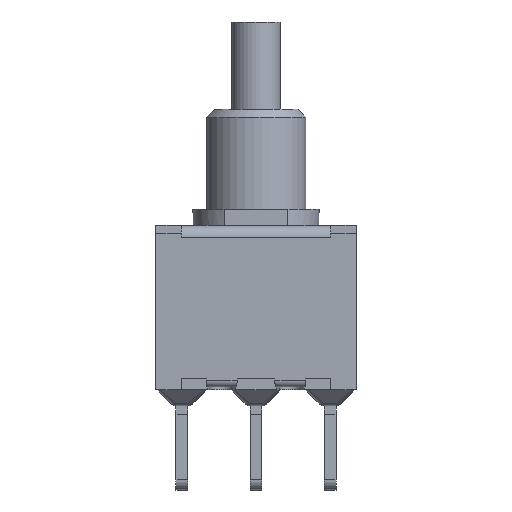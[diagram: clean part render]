
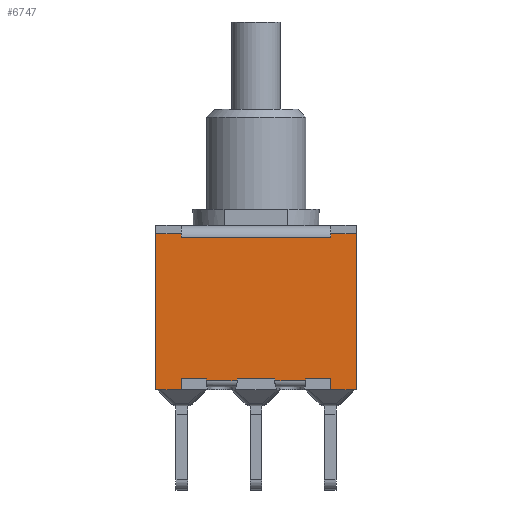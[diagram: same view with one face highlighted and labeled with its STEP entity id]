
A CAD part, front view. The second image highlights one B-rep face of the part: STEP entity #6747.
In plain terms, the highlighted planar face has unit normal (0, -1, 0).
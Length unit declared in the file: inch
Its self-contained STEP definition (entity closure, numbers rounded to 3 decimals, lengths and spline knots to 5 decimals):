
#1827=CARTESIAN_POINT('',(0.25,-0.13504,0.0));
#1828=VERTEX_POINT('',#1827);
#1835=CARTESIAN_POINT('',(0.18701,-0.13504,0.0));
#1836=VERTEX_POINT('',#1835);
#1837=CARTESIAN_POINT('',(0.25,-0.13504,0.0));
#1838=DIRECTION('',(-1.0,0.0,0.0));
#1839=VECTOR('',#1838,0.06299);
#1840=LINE('',#1837,#1839);
#1841=EDGE_CURVE('',#1828,#1836,#1840,.T.);
#2011=CARTESIAN_POINT('',(-0.18701,-0.13504,0.0));
#2012=VERTEX_POINT('',#2011);
#2019=CARTESIAN_POINT('',(-0.25,-0.13504,0.0));
#2020=VERTEX_POINT('',#2019);
#2021=CARTESIAN_POINT('',(-0.18701,-0.13504,0.0));
#2022=DIRECTION('',(-1.0,0.0,0.0));
#2023=VECTOR('',#2022,0.06299);
#2024=LINE('',#2021,#2023);
#2025=EDGE_CURVE('',#2012,#2020,#2024,.T.);
#3450=CARTESIAN_POINT('',(-0.04702,-0.13504,0.02756));
#3451=VERTEX_POINT('',#3450);
#3458=CARTESIAN_POINT('',(-0.04702,-0.13504,0.02323));
#3459=VERTEX_POINT('',#3458);
#3460=CARTESIAN_POINT('',(-0.04702,-0.13504,0.02323));
#3461=DIRECTION('',(0.0,0.0,1.0));
#3462=VECTOR('',#3461,0.00433);
#3463=LINE('',#3460,#3462);
#3464=EDGE_CURVE('',#3459,#3451,#3463,.T.);
#3507=CARTESIAN_POINT('',(0.04702,-0.13504,0.02323));
#3508=VERTEX_POINT('',#3507);
#3516=CARTESIAN_POINT('',(0.04702,-0.13504,0.02756));
#3517=VERTEX_POINT('',#3516);
#3518=CARTESIAN_POINT('',(0.04702,-0.13504,0.02756));
#3519=DIRECTION('',(0.0,0.0,-1.0));
#3520=VECTOR('',#3519,0.00433);
#3521=LINE('',#3518,#3520);
#3522=EDGE_CURVE('',#3517,#3508,#3521,.T.);
#5571=CARTESIAN_POINT('',(-0.12424,-0.13504,0.02323));
#5572=VERTEX_POINT('',#5571);
#5589=CARTESIAN_POINT('',(-0.04702,-0.13504,0.02323));
#5590=DIRECTION('',(-1.0,0.0,0.0));
#5591=VECTOR('',#5590,0.07721);
#5592=LINE('',#5589,#5591);
#5593=EDGE_CURVE('',#3459,#5572,#5592,.T.);
#5654=CARTESIAN_POINT('',(-0.12424,-0.13504,0.02756));
#5655=VERTEX_POINT('',#5654);
#5656=CARTESIAN_POINT('',(-0.12424,-0.13504,0.02756));
#5657=DIRECTION('',(0.0,0.0,-1.0));
#5658=VECTOR('',#5657,0.00433);
#5659=LINE('',#5656,#5658);
#5660=EDGE_CURVE('',#5655,#5572,#5659,.T.);
#5783=CARTESIAN_POINT('',(0.12424,-0.13504,0.02323));
#5784=VERTEX_POINT('',#5783);
#5792=CARTESIAN_POINT('',(0.12424,-0.13504,0.02323));
#5793=DIRECTION('',(-1.0,0.0,0.0));
#5794=VECTOR('',#5793,0.07721);
#5795=LINE('',#5792,#5794);
#5796=EDGE_CURVE('',#5784,#3508,#5795,.T.);
#5864=CARTESIAN_POINT('',(0.18701,-0.13504,0.02756));
#5865=VERTEX_POINT('',#5864);
#5872=CARTESIAN_POINT('',(0.12424,-0.13504,0.02756));
#5873=VERTEX_POINT('',#5872);
#5874=CARTESIAN_POINT('',(0.12424,-0.13504,0.02756));
#5875=DIRECTION('',(1.0,0.0,0.0));
#5876=VECTOR('',#5875,0.06277);
#5877=LINE('',#5874,#5876);
#5878=EDGE_CURVE('',#5873,#5865,#5877,.T.);
#5903=CARTESIAN_POINT('',(-0.18701,-0.13504,0.02756));
#5904=VERTEX_POINT('',#5903);
#5905=CARTESIAN_POINT('',(-0.18701,-0.13504,0.02756));
#5906=DIRECTION('',(1.0,0.0,0.0));
#5907=VECTOR('',#5906,0.06277);
#5908=LINE('',#5905,#5907);
#5909=EDGE_CURVE('',#5904,#5655,#5908,.T.);
#5932=CARTESIAN_POINT('',(-0.04702,-0.13504,0.02756));
#5933=DIRECTION('',(1.0,0.0,0.0));
#5934=VECTOR('',#5933,0.09405);
#5935=LINE('',#5932,#5934);
#5936=EDGE_CURVE('',#3451,#3517,#5935,.T.);
#6038=CARTESIAN_POINT('',(0.12424,-0.13504,0.02323));
#6039=DIRECTION('',(0.0,0.0,1.0));
#6040=VECTOR('',#6039,0.00433);
#6041=LINE('',#6038,#6040);
#6042=EDGE_CURVE('',#5784,#5873,#6041,.T.);
#6066=CARTESIAN_POINT('',(0.18701,-0.13504,0.38071));
#6067=VERTEX_POINT('',#6066);
#6080=CARTESIAN_POINT('',(-0.18701,-0.13504,0.38071));
#6081=VERTEX_POINT('',#6080);
#6089=CARTESIAN_POINT('',(-0.18701,-0.13504,0.38071));
#6090=DIRECTION('',(1.0,0.0,0.0));
#6091=VECTOR('',#6090,0.37402);
#6092=LINE('',#6089,#6091);
#6093=EDGE_CURVE('',#6081,#6067,#6092,.T.);
#6328=CARTESIAN_POINT('',(0.18701,-0.13504,0.39055));
#6329=VERTEX_POINT('',#6328);
#6336=CARTESIAN_POINT('',(0.25,-0.13504,0.39055));
#6337=VERTEX_POINT('',#6336);
#6338=CARTESIAN_POINT('',(0.25,-0.13504,0.39055));
#6339=DIRECTION('',(-1.0,0.0,0.0));
#6340=VECTOR('',#6339,0.06299);
#6341=LINE('',#6338,#6340);
#6342=EDGE_CURVE('',#6337,#6329,#6341,.T.);
#6384=CARTESIAN_POINT('',(-0.25,-0.13504,0.39055));
#6385=VERTEX_POINT('',#6384);
#6392=CARTESIAN_POINT('',(-0.18701,-0.13504,0.39055));
#6393=VERTEX_POINT('',#6392);
#6394=CARTESIAN_POINT('',(-0.18701,-0.13504,0.39055));
#6395=DIRECTION('',(-1.0,0.0,0.0));
#6396=VECTOR('',#6395,0.06299);
#6397=LINE('',#6394,#6396);
#6398=EDGE_CURVE('',#6393,#6385,#6397,.T.);
#6438=CARTESIAN_POINT('',(-0.18701,-0.13504,0.0));
#6439=DIRECTION('',(0.0,0.0,1.0));
#6440=VECTOR('',#6439,0.02756);
#6441=LINE('',#6438,#6440);
#6442=EDGE_CURVE('',#2012,#5904,#6441,.T.);
#6467=CARTESIAN_POINT('',(0.18701,-0.13504,0.0));
#6468=DIRECTION('',(0.0,0.0,1.0));
#6469=VECTOR('',#6468,0.02756);
#6470=LINE('',#6467,#6469);
#6471=EDGE_CURVE('',#1836,#5865,#6470,.T.);
#6482=CARTESIAN_POINT('',(0.18701,-0.13504,0.38071));
#6483=DIRECTION('',(0.0,0.0,1.0));
#6484=VECTOR('',#6483,0.00984);
#6485=LINE('',#6482,#6484);
#6486=EDGE_CURVE('',#6067,#6329,#6485,.T.);
#6701=CARTESIAN_POINT('',(-0.18701,-0.13504,0.38071));
#6702=DIRECTION('',(0.0,0.0,1.0));
#6703=VECTOR('',#6702,0.00984);
#6704=LINE('',#6701,#6703);
#6705=EDGE_CURVE('',#6081,#6393,#6704,.T.);
#6710=CARTESIAN_POINT('',(0.275,-0.13504,-0.01953));
#6711=DIRECTION('',(0.0,-1.0,0.0));
#6712=DIRECTION('',(0.0,0.0,-1.0));
#6713=AXIS2_PLACEMENT_3D('',#6710,#6711,#6712);
#6714=PLANE('',#6713);
#6715=ORIENTED_EDGE('',*,*,#6398,.T.);
#6716=CARTESIAN_POINT('',(-0.25,-0.13504,0.0));
#6717=DIRECTION('',(0.0,0.0,1.0));
#6718=VECTOR('',#6717,0.39055);
#6719=LINE('',#6716,#6718);
#6720=EDGE_CURVE('',#2020,#6385,#6719,.T.);
#6721=ORIENTED_EDGE('',*,*,#6720,.F.);
#6722=ORIENTED_EDGE('',*,*,#2025,.F.);
#6723=ORIENTED_EDGE('',*,*,#6442,.T.);
#6724=ORIENTED_EDGE('',*,*,#5909,.T.);
#6725=ORIENTED_EDGE('',*,*,#5660,.T.);
#6726=ORIENTED_EDGE('',*,*,#5593,.F.);
#6727=ORIENTED_EDGE('',*,*,#3464,.T.);
#6728=ORIENTED_EDGE('',*,*,#5936,.T.);
#6729=ORIENTED_EDGE('',*,*,#3522,.T.);
#6730=ORIENTED_EDGE('',*,*,#5796,.F.);
#6731=ORIENTED_EDGE('',*,*,#6042,.T.);
#6732=ORIENTED_EDGE('',*,*,#5878,.T.);
#6733=ORIENTED_EDGE('',*,*,#6471,.F.);
#6734=ORIENTED_EDGE('',*,*,#1841,.F.);
#6735=CARTESIAN_POINT('',(0.25,-0.13504,0.0));
#6736=DIRECTION('',(0.0,0.0,1.0));
#6737=VECTOR('',#6736,0.39055);
#6738=LINE('',#6735,#6737);
#6739=EDGE_CURVE('',#1828,#6337,#6738,.T.);
#6740=ORIENTED_EDGE('',*,*,#6739,.T.);
#6741=ORIENTED_EDGE('',*,*,#6342,.T.);
#6742=ORIENTED_EDGE('',*,*,#6486,.F.);
#6743=ORIENTED_EDGE('',*,*,#6093,.F.);
#6744=ORIENTED_EDGE('',*,*,#6705,.T.);
#6745=EDGE_LOOP('',(#6715,#6721,#6722,#6723,#6724,#6725,#6726,#6727,#6728,#6729,#6730,#6731,#6732,#6733,#6734,#6740,#6741,#6742,#6743,#6744));
#6746=FACE_OUTER_BOUND('',#6745,.T.);
#6747=ADVANCED_FACE('',(#6746),#6714,.T.);
